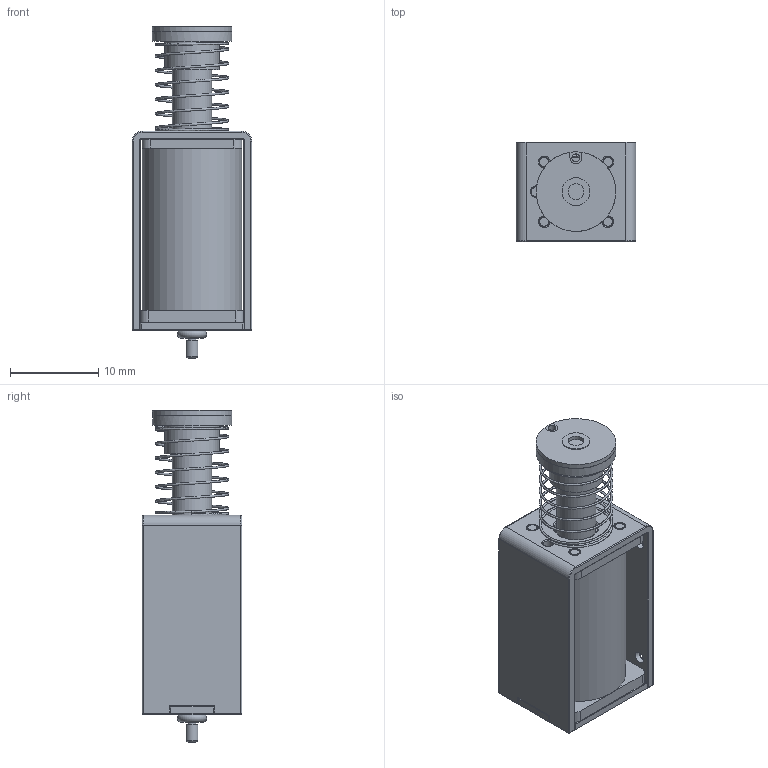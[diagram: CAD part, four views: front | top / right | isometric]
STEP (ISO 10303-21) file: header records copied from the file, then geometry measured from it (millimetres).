
FILE_DESCRIPTION(/* description */ (''),/* implementation_level */ '2;1');
FILE_NAME(/* name */ 'FJZ05 2.stp',/* time_stamp */ '2022-06-18T23:03:32+02:00',/* author */ (''),/* organization */ (''),/* preprocessor_version */ 'ST-DEVELOPER v19',/* originating_system */ 'Autodesk Translation Framework v11.7.0.108',/* authorisation */ '');
FILE_SCHEMA (('AUTOMOTIVE_DESIGN { 1 0 10303 214 3 1 1 }'));
Length unit declared in the file: millimetre
Products named in the file (1): FJ-Z05 2.5A Solenoid
Bounding box: 13.5 x 11.25 x 37.55 mm (x, y, z)
Volume: 3184.2 mm3; surface area: 3945.7 mm2
Topology: 14 solids, 14 shells, 274 faces, 570 edges, 324 vertices
Faces by surface type: cylinder 122, plane 74, torus 35, sphere 32, bspline 7, cone 4
Full cylindrical faces by diameter (mm): 0.9 x1, 0.945 x1, 1.125 x9, 1.35 x6, 1.8 x3, 3.15 x1, 4.455 x1, 4.95 x1, 6.12 x1, 9 x1, 11.25 x1
Entity records: 8699 total; most frequent: CARTESIAN_POINT 2634, DIRECTION 1392, ORIENTED_EDGE 1132, AXIS2_PLACEMENT_3D 571, EDGE_CURVE 566, VERTEX_POINT 324, EDGE_LOOP 306, CIRCLE 295
